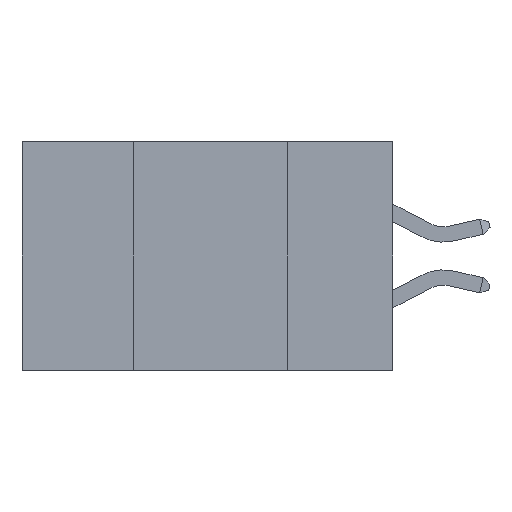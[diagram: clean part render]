
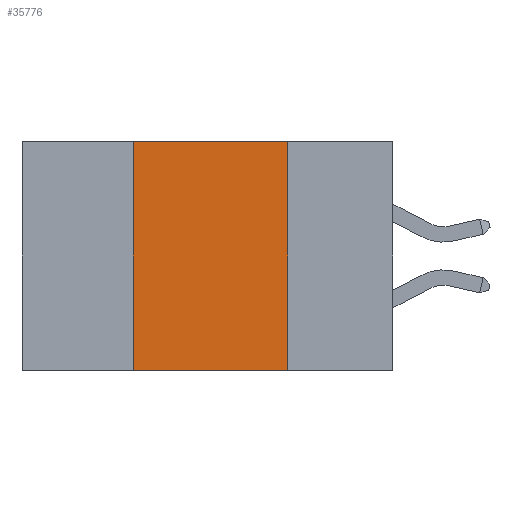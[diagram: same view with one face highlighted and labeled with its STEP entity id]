
A CAD part, left-side view. The second image highlights one B-rep face of the part: STEP entity #35776.
In plain terms, the highlighted planar face has unit normal (-1, 0, 0).
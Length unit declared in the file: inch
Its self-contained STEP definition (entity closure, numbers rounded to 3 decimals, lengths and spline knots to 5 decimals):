
#989 = EDGE_LOOP ( 'NONE', ( #31676, #27828, #42104, #26456 ) ) ;
#2045 = VECTOR ( 'NONE', #4332, 39.37008 ) ;
#4332 = DIRECTION ( 'NONE',  ( 0., -1., 0. ) ) ;
#5546 = EDGE_CURVE ( 'NONE', #16904, #30332, #9117, .T. ) ;
#5577 = VECTOR ( 'NONE', #13088, 39.37008 ) ;
#5703 = DIRECTION ( 'NONE',  ( 1., 0., 0. ) ) ;
#9117 = LINE ( 'NONE', #19285, #15047 ) ;
#13088 = DIRECTION ( 'NONE',  ( 0., 0., 1. ) ) ;
#13157 = CARTESIAN_POINT ( 'NONE',  ( 0., 0.17, -0.37 ) ) ;
#13703 = EDGE_CURVE ( 'NONE', #30170, #32293, #30158, .T. ) ;
#14932 = EDGE_CURVE ( 'NONE', #30332, #32293, #14937, .T. ) ;
#14937 = LINE ( 'NONE', #30574, #18488 ) ;
#15047 = VECTOR ( 'NONE', #39258, 39.37008 ) ;
#16904 = VERTEX_POINT ( 'NONE', #22383 ) ;
#17348 = CARTESIAN_POINT ( 'NONE',  ( 0., 0.6, -0.37 ) ) ;
#18488 = VECTOR ( 'NONE', #31432, 39.37008 ) ;
#18919 = DIRECTION ( 'NONE',  ( 0., 0., -1. ) ) ;
#19285 = CARTESIAN_POINT ( 'NONE',  ( 0., 0.6, 0. ) ) ;
#19585 = CARTESIAN_POINT ( 'NONE',  ( 0., 0.42, 0. ) ) ;
#20425 = CARTESIAN_POINT ( 'NONE',  ( 0., 0.17, 0. ) ) ;
#22383 = CARTESIAN_POINT ( 'NONE',  ( 0., 0.42, 0. ) ) ;
#24421 = EDGE_CURVE ( 'NONE', #30170, #16904, #42816, .T. ) ;
#26456 = ORIENTED_EDGE ( 'NONE', *, *, #13703, .T. ) ;
#27828 = ORIENTED_EDGE ( 'NONE', *, *, #5546, .F. ) ;
#30158 = LINE ( 'NONE', #17348, #2045 ) ;
#30170 = VERTEX_POINT ( 'NONE', #36505 ) ;
#30332 = VERTEX_POINT ( 'NONE', #20425 ) ;
#30574 = CARTESIAN_POINT ( 'NONE',  ( 0., 0.17, 0. ) ) ;
#31043 = AXIS2_PLACEMENT_3D ( 'NONE', #42373, #5703, #18919 ) ;
#31432 = DIRECTION ( 'NONE',  ( 0., 0., -1. ) ) ;
#31676 = ORIENTED_EDGE ( 'NONE', *, *, #14932, .F. ) ;
#32293 = VERTEX_POINT ( 'NONE', #13157 ) ;
#35212 = FACE_OUTER_BOUND ( 'NONE', #989, .T. ) ;
#35776 = ADVANCED_FACE ( 'NONE', ( #35212 ), #41930, .F. ) ;
#36505 = CARTESIAN_POINT ( 'NONE',  ( 0., 0.42, -0.37 ) ) ;
#39258 = DIRECTION ( 'NONE',  ( 0., -1., 0. ) ) ;
#41930 = PLANE ( 'NONE',  #31043 ) ;
#42104 = ORIENTED_EDGE ( 'NONE', *, *, #24421, .F. ) ;
#42373 = CARTESIAN_POINT ( 'NONE',  ( 0., 0.6, 0. ) ) ;
#42816 = LINE ( 'NONE', #19585, #5577 ) ;
